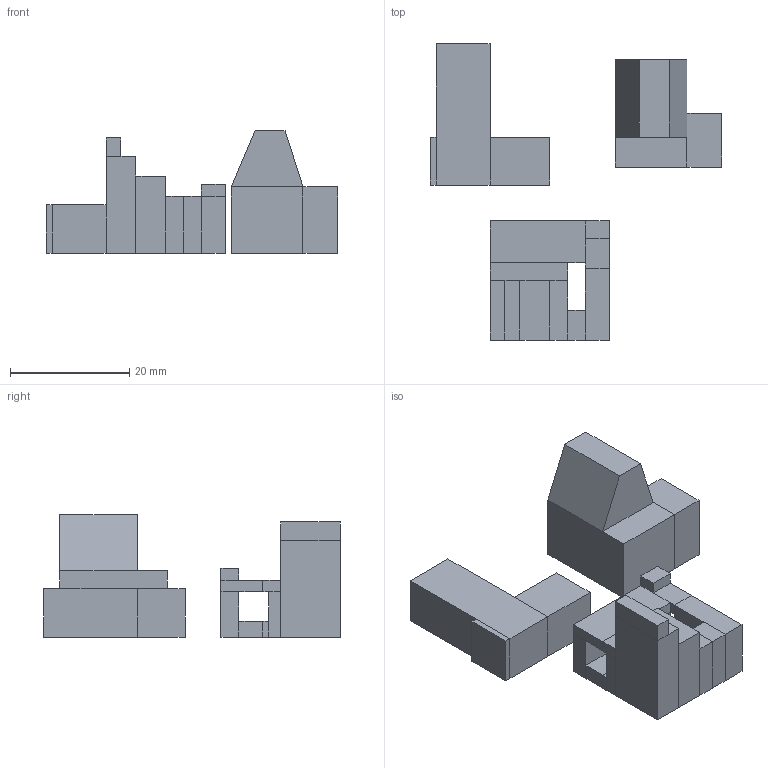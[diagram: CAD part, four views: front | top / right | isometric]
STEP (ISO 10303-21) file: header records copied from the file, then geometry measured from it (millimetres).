
FILE_DESCRIPTION(('Open CASCADE Model'),'2;1');
FILE_NAME('Open CASCADE Shape Model','2019-08-13T11:45:07',('Author'),( 'Open CASCADE'),'Open CASCADE STEP processor 6.9','Open CASCADE 6.9' ,'Unknown');
FILE_SCHEMA(('AUTOMOTIVE_DESIGN { 1 0 10303 214 1 1 1 1 }'));
Length unit declared in the file: millimetre
Products named in the file (21): Open CASCADE STEP translator 6.9 1; Open CASCADE STEP translator 6.9 2; Open CASCADE STEP translator 6.9 3; Open CASCADE STEP translator 6.9 4; Open CASCADE STEP translator 6.9 5; Open CASCADE STEP translator 6.9 6; Open CASCADE STEP translator 6.9 7; Open CASCADE STEP translator 6.9 8; Open CASCADE STEP translator 6.9 9; Open CASCADE STEP translator 6.9 10; Open CASCADE STEP translator 6.9 11; Open CASCADE STEP translator 6.9 12; Open CASCADE STEP translator 6.9 13; Open CASCADE STEP translator 6.9 14; Open CASCADE STEP translator 6.9 15; Open CASCADE STEP translator 6.9 16; Open CASCADE STEP translator 6.9 17; Open CASCADE STEP translator 6.9 18; Open CASCADE STEP translator 6.9 19; Open CASCADE STEP translator 6.9 20; Open CASCADE STEP translator 6.9 21
Bounding box: 48.82 x 49.69 x 20.57 mm (x, y, z)
Volume: 10201.7 mm3; surface area: 7651.8 mm2
Topology: 21 solids, 21 shells, 151 faces, 329 edges, 220 vertices
Faces by surface type: plane 151
Entity records: 8212 total; most frequent: CARTESIAN_POINT 1633, DIRECTION 1017, LINE 713, VECTOR 713, ORIENTED_EDGE 658, PCURVE 658, DEFINITIONAL_REPRESENTATION 658, EDGE_CURVE 329
